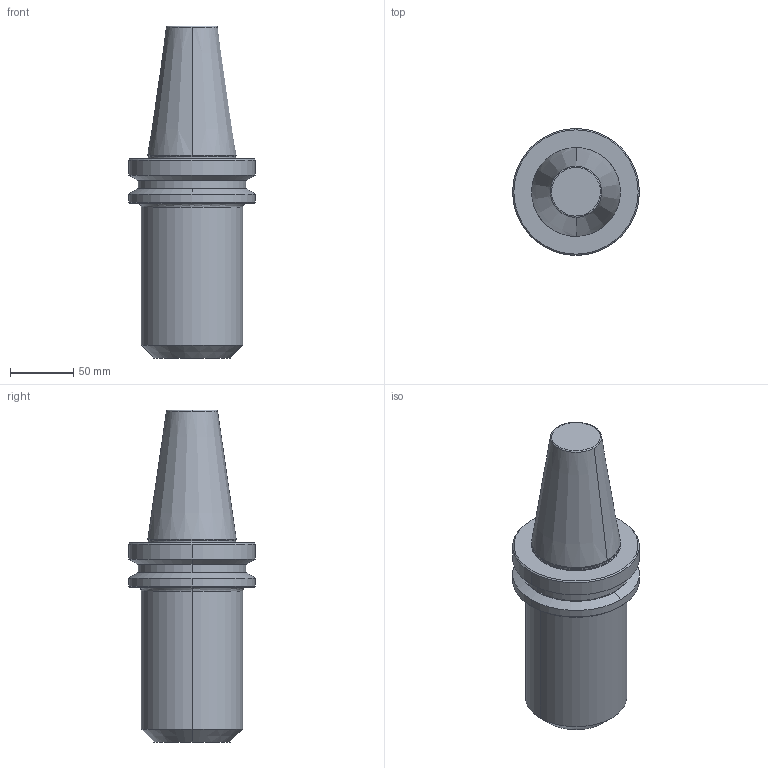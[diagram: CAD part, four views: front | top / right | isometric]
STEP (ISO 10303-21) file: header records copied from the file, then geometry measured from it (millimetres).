
FILE_DESCRIPTION (( 'STEP AP203' ), '1' );
FILE_NAME ('BT50 WE40 160 AD-6.3G15000 SL.STEP', '2019-05-22T11:50:29', ( '' ), ( '' ), 'SwSTEP 2.0', 'SolidWorks 2014', '' );
FILE_SCHEMA (( 'CONFIG_CONTROL_DESIGN' ));
Length unit declared in the file: millimetre
Products named in the file (1): BT50 WE40 160 AD-6.3G15000 SL
Bounding box: 100 x 100 x 261.8 mm (x, y, z)
Volume: 1112300.8 mm3; surface area: 73106.8 mm2
Topology: 1 solids, 1 shells, 36 faces, 78 edges, 48 vertices
Faces by surface type: cone 14, cylinder 10, bspline 6, plane 6
Entity records: 1367 total; most frequent: CARTESIAN_POINT 499, DIRECTION 182, ORIENTED_EDGE 156, AXIS2_PLACEMENT_3D 79, EDGE_CURVE 78, CIRCLE 48, VERTEX_POINT 48, EDGE_LOOP 40
